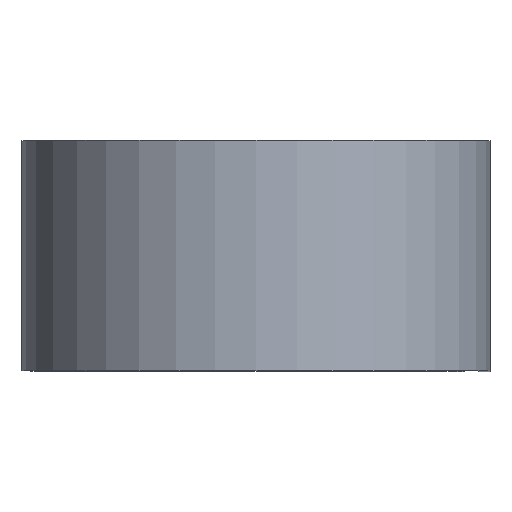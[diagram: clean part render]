
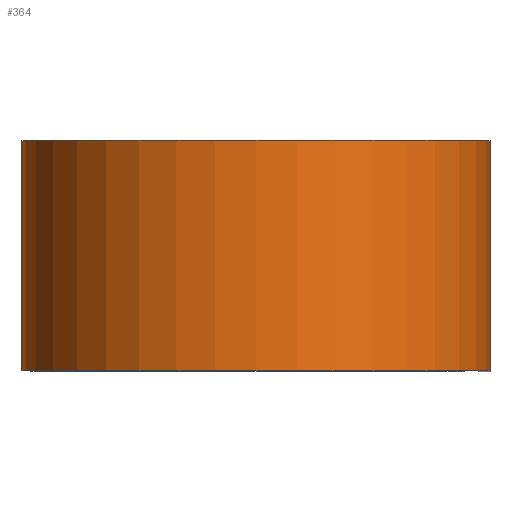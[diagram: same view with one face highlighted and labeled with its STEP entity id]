
A CAD part, top view. The second image highlights one B-rep face of the part: STEP entity #364.
In plain terms, the highlighted cylindrical face has radius 25.819 mm (diameter 51.638 mm), a partial arc.
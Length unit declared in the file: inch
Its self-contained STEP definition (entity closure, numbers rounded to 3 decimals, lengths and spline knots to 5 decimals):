
#46 = CARTESIAN_POINT ( 'NONE',  ( 1.0165, -0.5, 0. ) ) ;
#49 = CARTESIAN_POINT ( 'NONE',  ( 0., 0.5, 0. ) ) ;
#63 = CYLINDRICAL_SURFACE ( 'NONE', #363, 1.0165 ) ;
#97 = FACE_OUTER_BOUND ( 'NONE', #217, .T. ) ;
#99 = VERTEX_POINT ( 'NONE', #573 ) ;
#125 = VERTEX_POINT ( 'NONE', #46 ) ;
#135 = DIRECTION ( 'NONE',  ( 1., 0., 0. ) ) ;
#138 = DIRECTION ( 'NONE',  ( 0., 1., 0. ) ) ;
#140 = CARTESIAN_POINT ( 'NONE',  ( 0., -0.5, 0. ) ) ;
#163 = EDGE_CURVE ( 'NONE', #617, #174, #522, .T. ) ;
#164 = CARTESIAN_POINT ( 'NONE',  ( 0., 0.5, 0. ) ) ;
#174 = VERTEX_POINT ( 'NONE', #702 ) ;
#200 = DIRECTION ( 'NONE',  ( 0., -1., 0. ) ) ;
#204 = DIRECTION ( 'NONE',  ( 0., -1., 0. ) ) ;
#217 = EDGE_LOOP ( 'NONE', ( #730, #717, #582, #291 ) ) ;
#234 = EDGE_CURVE ( 'NONE', #617, #99, #487, .T. ) ;
#236 = CIRCLE ( 'NONE', #354, 1.0165 ) ;
#251 = CARTESIAN_POINT ( 'NONE',  ( 0., 0.5, -1.0165 ) ) ;
#291 = ORIENTED_EDGE ( 'NONE', *, *, #234, .T. ) ;
#354 = AXIS2_PLACEMENT_3D ( 'NONE', #140, #138, #135 ) ;
#359 = DIRECTION ( 'NONE',  ( 0., 0., -1. ) ) ;
#363 = AXIS2_PLACEMENT_3D ( 'NONE', #164, #204, #359 ) ;
#364 = ADVANCED_FACE ( 'NONE', ( #97 ), #63, .T. ) ;
#373 = DIRECTION ( 'NONE',  ( 0., -1., 0. ) ) ;
#439 = VECTOR ( 'NONE', #200, 39.37008 ) ;
#457 = CARTESIAN_POINT ( 'NONE',  ( 0., 0.5, -1.0165 ) ) ;
#462 = CARTESIAN_POINT ( 'NONE',  ( 1.0165, 0.5, 0. ) ) ;
#487 = LINE ( 'NONE', #251, #439 ) ;
#522 = CIRCLE ( 'NONE', #693, 1.0165 ) ;
#573 = CARTESIAN_POINT ( 'NONE',  ( 0., -0.5, -1.0165 ) ) ;
#582 = ORIENTED_EDGE ( 'NONE', *, *, #163, .F. ) ;
#617 = VERTEX_POINT ( 'NONE', #457 ) ;
#626 = VECTOR ( 'NONE', #373, 39.37008 ) ;
#657 = EDGE_CURVE ( 'NONE', #174, #125, #678, .T. ) ;
#678 = LINE ( 'NONE', #462, #626 ) ;
#693 = AXIS2_PLACEMENT_3D ( 'NONE', #49, #734, #727 ) ;
#702 = CARTESIAN_POINT ( 'NONE',  ( 1.0165, 0.5, 0. ) ) ;
#717 = ORIENTED_EDGE ( 'NONE', *, *, #657, .F. ) ;
#727 = DIRECTION ( 'NONE',  ( 1., 0., 0. ) ) ;
#730 = ORIENTED_EDGE ( 'NONE', *, *, #731, .T. ) ;
#731 = EDGE_CURVE ( 'NONE', #99, #125, #236, .T. ) ;
#734 = DIRECTION ( 'NONE',  ( 0., 1., 0. ) ) ;
